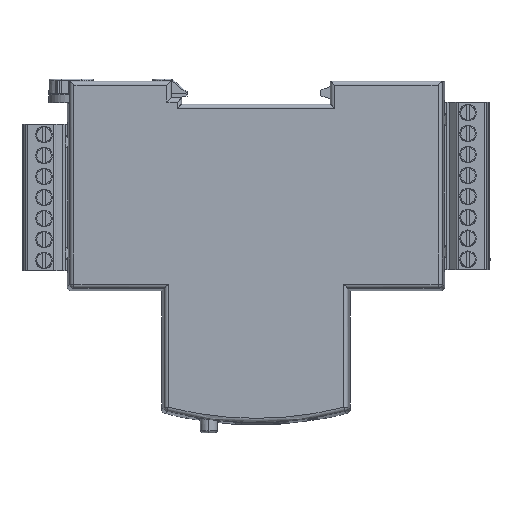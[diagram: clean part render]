
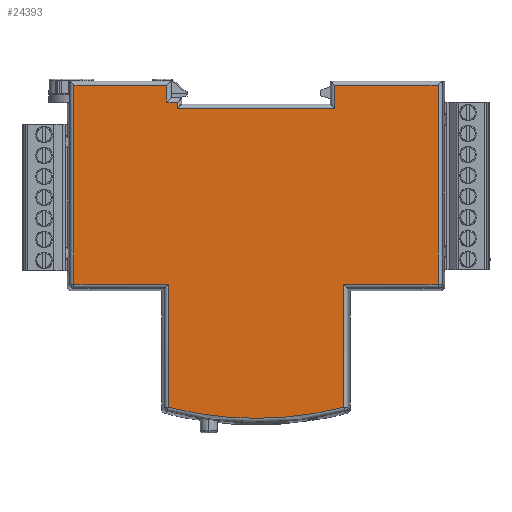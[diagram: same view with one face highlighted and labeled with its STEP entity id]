
A CAD part, front view. The second image highlights one B-rep face of the part: STEP entity #24393.
In plain terms, the highlighted planar face has unit normal (0, -1, 0).
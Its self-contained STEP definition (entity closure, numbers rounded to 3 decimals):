
#1585=CARTESIAN_POINT('',(0.,0.,3.9));
#1586=DIRECTION('',(0.,1.,0.));
#1587=DIRECTION('',(0.248,0.,-0.969));
#1588=AXIS2_PLACEMENT_3D('',#1585,#1586,#1587);
#1590=CARTESIAN_POINT('',(0.,0.,3.9));
#1591=DIRECTION('',(0.,1.,0.));
#1592=DIRECTION('',(0.001,0.,-1.));
#1593=AXIS2_PLACEMENT_3D('',#1590,#1591,#1592);
#1602=DIRECTION('',(0.,0.,1.));
#1603=VECTOR('',#1602,47.406);
#1604=CARTESIAN_POINT('',(43.406,0.,-48.406));
#1605=LINE('',#1604,#1603);
#1675=DIRECTION('',(-1.,0.,0.));
#1676=VECTOR('',#1675,24.656);
#1677=CARTESIAN_POINT('',(43.406,0.,-1.));
#1678=LINE('',#1677,#1676);
#1700=DIRECTION('',(0.,0.,-1.));
#1701=VECTOR('',#1700,5.5);
#1702=CARTESIAN_POINT('',(18.75,0.,-1.));
#1703=LINE('',#1702,#1701);
#1725=DIRECTION('',(-1.,0.,0.));
#1726=VECTOR('',#1725,37.5);
#1727=CARTESIAN_POINT('',(18.75,0.,-6.5));
#1728=LINE('',#1727,#1726);
#1750=DIRECTION('',(0.,0.,1.));
#1751=VECTOR('',#1750,1.5);
#1752=CARTESIAN_POINT('',(-18.75,0.,-6.5));
#1753=LINE('',#1752,#1751);
#1775=DIRECTION('',(-1.,0.,0.));
#1776=VECTOR('',#1775,2.5);
#1777=CARTESIAN_POINT('',(-18.75,0.,-5.));
#1778=LINE('',#1777,#1776);
#1800=DIRECTION('',(0.,0.,1.));
#1801=VECTOR('',#1800,4.);
#1802=CARTESIAN_POINT('',(-21.25,0.,-5.));
#1803=LINE('',#1802,#1801);
#1828=DIRECTION('',(-1.,0.,0.));
#1829=VECTOR('',#1828,22.156);
#1830=CARTESIAN_POINT('',(-21.25,0.,-1.));
#1831=LINE('',#1830,#1829);
#1832=DIRECTION('',(0.,0.,-1.));
#1833=VECTOR('',#1832,47.406);
#1834=CARTESIAN_POINT('',(-43.406,0.,-1.));
#1835=LINE('',#1834,#1833);
#2629=DIRECTION('',(0.,0.,1.));
#2630=VECTOR('',#2629,29.367);
#2631=CARTESIAN_POINT('',(20.906,0.,-77.773));
#2632=LINE('',#2631,#2630);
#2701=DIRECTION('',(1.,0.,0.));
#2702=VECTOR('',#2701,22.5);
#2703=CARTESIAN_POINT('',(20.906,0.,-48.406));
#2704=LINE('',#2703,#2702);
#2767=DIRECTION('',(1.,0.,0.));
#2768=VECTOR('',#2767,22.5);
#2769=CARTESIAN_POINT('',(-43.406,0.,-48.406));
#2770=LINE('',#2769,#2768);
#2792=DIRECTION('',(0.,0.,-1.));
#2793=VECTOR('',#2792,29.367);
#2794=CARTESIAN_POINT('',(-20.906,0.,-48.406));
#2795=LINE('',#2794,#2793);
#20523=CARTESIAN_POINT('',(43.406,0.,-48.406));
#20524=CARTESIAN_POINT('',(43.406,0.,-1.));
#20525=VERTEX_POINT('',#20523);
#20526=VERTEX_POINT('',#20524);
#20527=CARTESIAN_POINT('',(20.906,0.,-48.406));
#20528=VERTEX_POINT('',#20527);
#20529=CARTESIAN_POINT('',(20.906,0.,-77.773));
#20530=VERTEX_POINT('',#20529);
#20531=CARTESIAN_POINT('',(0.079,0.,-80.406));
#20532=CARTESIAN_POINT('',(-20.906,0.,-77.773));
#20533=VERTEX_POINT('',#20531);
#20534=VERTEX_POINT('',#20532);
#20535=CARTESIAN_POINT('',(-20.906,0.,-48.406));
#20536=VERTEX_POINT('',#20535);
#20537=CARTESIAN_POINT('',(-43.406,0.,-48.406));
#20538=VERTEX_POINT('',#20537);
#20539=CARTESIAN_POINT('',(-43.406,0.,-1.));
#20540=VERTEX_POINT('',#20539);
#20541=CARTESIAN_POINT('',(-21.25,0.,-1.));
#20542=VERTEX_POINT('',#20541);
#20543=CARTESIAN_POINT('',(-21.25,0.,-5.));
#20544=VERTEX_POINT('',#20543);
#20545=CARTESIAN_POINT('',(-18.75,0.,-5.));
#20546=VERTEX_POINT('',#20545);
#20547=CARTESIAN_POINT('',(-18.75,0.,-6.5));
#20548=VERTEX_POINT('',#20547);
#20549=CARTESIAN_POINT('',(18.75,0.,-6.5));
#20550=VERTEX_POINT('',#20549);
#20551=CARTESIAN_POINT('',(18.75,0.,-1.));
#20552=VERTEX_POINT('',#20551);
#24356=CARTESIAN_POINT('',(0.,0.,0.));
#24357=DIRECTION('',(0.,1.,0.));
#24358=DIRECTION('',(1.,0.,0.));
#24359=AXIS2_PLACEMENT_3D('',#24356,#24357,#24358);
#24360=PLANE('',#24359);
#24362=ORIENTED_EDGE('',*,*,#24361,.F.);
#24364=ORIENTED_EDGE('',*,*,#24363,.F.);
#24366=ORIENTED_EDGE('',*,*,#24365,.F.);
#24368=ORIENTED_EDGE('',*,*,#24367,.T.);
#24370=ORIENTED_EDGE('',*,*,#24369,.T.);
#24372=ORIENTED_EDGE('',*,*,#24371,.F.);
#24374=ORIENTED_EDGE('',*,*,#24373,.F.);
#24376=ORIENTED_EDGE('',*,*,#24375,.F.);
#24378=ORIENTED_EDGE('',*,*,#24377,.F.);
#24380=ORIENTED_EDGE('',*,*,#24379,.F.);
#24382=ORIENTED_EDGE('',*,*,#24381,.F.);
#24384=ORIENTED_EDGE('',*,*,#24383,.F.);
#24386=ORIENTED_EDGE('',*,*,#24385,.F.);
#24388=ORIENTED_EDGE('',*,*,#24387,.F.);
#24390=ORIENTED_EDGE('',*,*,#24389,.F.);
#24391=EDGE_LOOP('',(#24362,#24364,#24366,#24368,#24370,#24372,#24374,#24376,
#24378,#24380,#24382,#24384,#24386,#24388,#24390));
#24392=FACE_OUTER_BOUND('',#24391,.F.);
#1589=CIRCLE('',#1588,84.306);
#1594=CIRCLE('',#1593,84.306);
#24361=EDGE_CURVE('',#20525,#20526,#1605,.T.);
#24363=EDGE_CURVE('',#20528,#20525,#2704,.T.);
#24365=EDGE_CURVE('',#20530,#20528,#2632,.T.);
#24367=EDGE_CURVE('',#20530,#20533,#1589,.T.);
#24369=EDGE_CURVE('',#20533,#20534,#1594,.T.);
#24371=EDGE_CURVE('',#20536,#20534,#2795,.T.);
#24373=EDGE_CURVE('',#20538,#20536,#2770,.T.);
#24375=EDGE_CURVE('',#20540,#20538,#1835,.T.);
#24377=EDGE_CURVE('',#20542,#20540,#1831,.T.);
#24379=EDGE_CURVE('',#20544,#20542,#1803,.T.);
#24381=EDGE_CURVE('',#20546,#20544,#1778,.T.);
#24383=EDGE_CURVE('',#20548,#20546,#1753,.T.);
#24385=EDGE_CURVE('',#20550,#20548,#1728,.T.);
#24387=EDGE_CURVE('',#20552,#20550,#1703,.T.);
#24389=EDGE_CURVE('',#20526,#20552,#1678,.T.);
#24393=ADVANCED_FACE('',(#24392),#24360,.F.);
